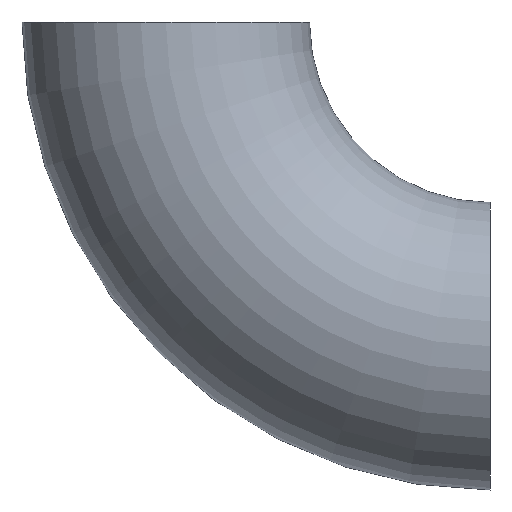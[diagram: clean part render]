
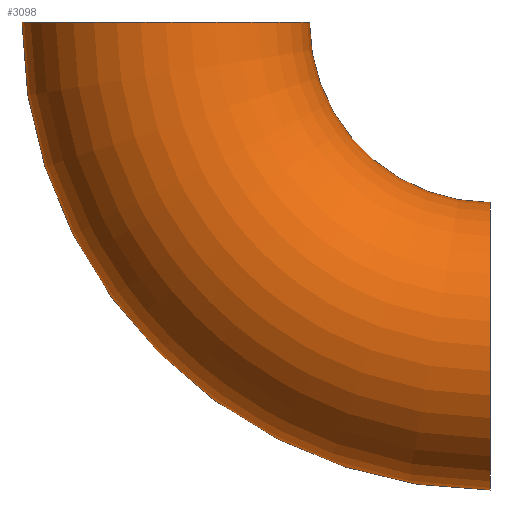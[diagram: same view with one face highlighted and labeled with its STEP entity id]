
A CAD part, left-side view. The second image highlights one B-rep face of the part: STEP entity #3098.
In plain terms, the highlighted toroidal (fillet/blend) face has major radius 38 mm and minor radius 16.85 mm.
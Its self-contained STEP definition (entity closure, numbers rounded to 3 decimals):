
#255 = EDGE_CURVE ( 'NONE', #10713, #1440, #11057, .T. ) ;
#321 = ORIENTED_EDGE ( 'NONE', *, *, #10156, .F. ) ;
#482 = EDGE_CURVE ( 'NONE', #1606, #1440, #6144, .T. ) ;
#758 = CARTESIAN_POINT ( 'NONE',  ( 0., 21.15, 0. ) ) ;
#764 = DIRECTION ( 'NONE',  ( 0., 0., 1. ) ) ;
#962 = CARTESIAN_POINT ( 'NONE',  ( 0., 0., -54.85 ) ) ;
#1004 = ORIENTED_EDGE ( 'NONE', *, *, #482, .T. ) ;
#1085 = TOROIDAL_SURFACE ( 'NONE', #2988, 38., 16.85 ) ;
#1433 = AXIS2_PLACEMENT_3D ( 'NONE', #7321, #8281, #9137 ) ;
#1440 = VERTEX_POINT ( 'NONE', #4458 ) ;
#1606 = VERTEX_POINT ( 'NONE', #962 ) ;
#2124 = AXIS2_PLACEMENT_3D ( 'NONE', #6728, #11369, #4058 ) ;
#2988 = AXIS2_PLACEMENT_3D ( 'NONE', #3295, #7806, #9755 ) ;
#3050 = CIRCLE ( 'NONE', #3869, 16.85 ) ;
#3098 = ADVANCED_FACE ( 'NONE', ( #7710 ), #1085, .T. ) ;
#3295 = CARTESIAN_POINT ( 'NONE',  ( 0., 0., 0. ) ) ;
#3311 = ORIENTED_EDGE ( 'NONE', *, *, #255, .F. ) ;
#3547 = AXIS2_PLACEMENT_3D ( 'NONE', #6292, #7168, #764 ) ;
#3869 = AXIS2_PLACEMENT_3D ( 'NONE', #9588, #11319, #5012 ) ;
#3912 = ORIENTED_EDGE ( 'NONE', *, *, #6515, .T. ) ;
#4025 = EDGE_LOOP ( 'NONE', ( #321, #3912, #1004, #3311 ) ) ;
#4058 = DIRECTION ( 'NONE',  ( 0., 0., 1. ) ) ;
#4127 = CARTESIAN_POINT ( 'NONE',  ( 0., 54.85, 0. ) ) ;
#4458 = CARTESIAN_POINT ( 'NONE',  ( 0., 0., -21.15 ) ) ;
#5012 = DIRECTION ( 'NONE',  ( 0., -1., 0. ) ) ;
#6144 = CIRCLE ( 'NONE', #1433, 16.85 ) ;
#6292 = CARTESIAN_POINT ( 'NONE',  ( 0., 0., 0. ) ) ;
#6515 = EDGE_CURVE ( 'NONE', #8663, #1606, #8103, .T. ) ;
#6728 = CARTESIAN_POINT ( 'NONE',  ( 0., 0., 0. ) ) ;
#7168 = DIRECTION ( 'NONE',  ( -1., 0., 0. ) ) ;
#7321 = CARTESIAN_POINT ( 'NONE',  ( 0., 0., -38. ) ) ;
#7710 = FACE_OUTER_BOUND ( 'NONE', #4025, .T. ) ;
#7806 = DIRECTION ( 'NONE',  ( -1., 0., 0. ) ) ;
#8103 = CIRCLE ( 'NONE', #3547, 54.85 ) ;
#8281 = DIRECTION ( 'NONE',  ( 0., 1., 0. ) ) ;
#8663 = VERTEX_POINT ( 'NONE', #4127 ) ;
#9137 = DIRECTION ( 'NONE',  ( 0., 0., 1. ) ) ;
#9588 = CARTESIAN_POINT ( 'NONE',  ( 0., 38., 0. ) ) ;
#9755 = DIRECTION ( 'NONE',  ( 0., 0., 1. ) ) ;
#10156 = EDGE_CURVE ( 'NONE', #8663, #10713, #3050, .T. ) ;
#10713 = VERTEX_POINT ( 'NONE', #758 ) ;
#11057 = CIRCLE ( 'NONE', #2124, 21.15 ) ;
#11319 = DIRECTION ( 'NONE',  ( 0., 0., 1. ) ) ;
#11369 = DIRECTION ( 'NONE',  ( -1., 0., 0. ) ) ;
